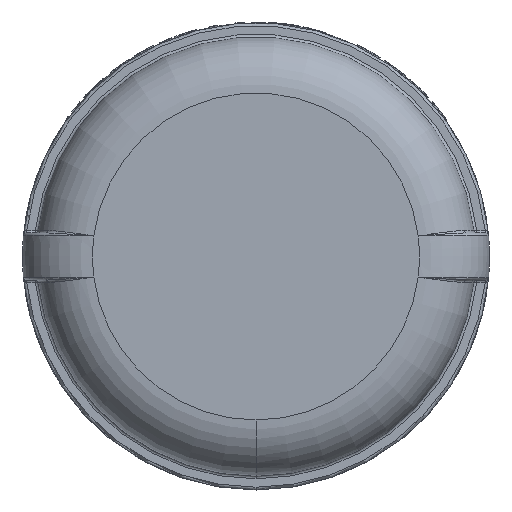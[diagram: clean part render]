
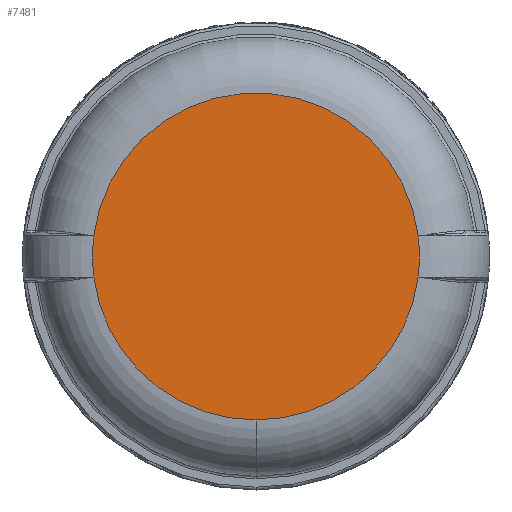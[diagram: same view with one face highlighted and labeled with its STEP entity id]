
A CAD part, left-side view. The second image highlights one B-rep face of the part: STEP entity #7481.
In plain terms, the highlighted planar face has unit normal (-1, 0, 0).
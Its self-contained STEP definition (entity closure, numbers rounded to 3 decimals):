
#772 = ORIENTED_EDGE ( 'NONE', *, *, #4841, .T. ) ;
#1053 = CARTESIAN_POINT ( 'NONE',  ( -22., 23.5, 0. ) ) ;
#1361 = DIRECTION ( 'NONE',  ( 0., 0., 1. ) ) ;
#1411 = ORIENTED_EDGE ( 'NONE', *, *, #7643, .T. ) ;
#2517 = DIRECTION ( 'NONE',  ( -1., 0., 0. ) ) ;
#2555 = FACE_OUTER_BOUND ( 'NONE', #16373, .T. ) ;
#2736 = CIRCLE ( 'NONE', #4305, 17.5 ) ;
#2947 = CIRCLE ( 'NONE', #11371, 17.5 ) ;
#2959 = DIRECTION ( 'NONE',  ( -1., 0., 0. ) ) ;
#3050 = VERTEX_POINT ( 'NONE', #8498 ) ;
#3464 = CARTESIAN_POINT ( 'NONE',  ( -22., -17.361, 2.2 ) ) ;
#3639 = AXIS2_PLACEMENT_3D ( 'NONE', #1053, #2517, #9448 ) ;
#3804 = CARTESIAN_POINT ( 'NONE',  ( -22., 17.361, 2.2 ) ) ;
#4140 = CARTESIAN_POINT ( 'NONE',  ( -22., 0., -17.5 ) ) ;
#4176 = VERTEX_POINT ( 'NONE', #3804 ) ;
#4305 = AXIS2_PLACEMENT_3D ( 'NONE', #16032, #7752, #9166 ) ;
#4836 = CARTESIAN_POINT ( 'NONE',  ( -22., 0., 0. ) ) ;
#4841 = EDGE_CURVE ( 'NONE', #12721, #10719, #9522, .T. ) ;
#5793 = AXIS2_PLACEMENT_3D ( 'NONE', #11000, #11119, #11061 ) ;
#6988 = DIRECTION ( 'NONE',  ( -1., 0., 0. ) ) ;
#7481 = ADVANCED_FACE ( 'NONE', ( #2555 ), #9626, .T. ) ;
#7643 = EDGE_CURVE ( 'NONE', #4176, #12721, #11659, .T. ) ;
#7752 = DIRECTION ( 'NONE',  ( -1., 0., 0. ) ) ;
#8498 = CARTESIAN_POINT ( 'NONE',  ( -22., -17.361, -2.2 ) ) ;
#9166 = DIRECTION ( 'NONE',  ( 0., 0., 1. ) ) ;
#9448 = DIRECTION ( 'NONE',  ( 0., 0., 1. ) ) ;
#9522 = CIRCLE ( 'NONE', #5793, 17.5 ) ;
#9626 = PLANE ( 'NONE',  #3639 ) ;
#10719 = VERTEX_POINT ( 'NONE', #4140 ) ;
#11000 = CARTESIAN_POINT ( 'NONE',  ( -22., 0., 0. ) ) ;
#11061 = DIRECTION ( 'NONE',  ( 0., 0., 1. ) ) ;
#11119 = DIRECTION ( 'NONE',  ( -1., 0., 0. ) ) ;
#11219 = VERTEX_POINT ( 'NONE', #3464 ) ;
#11371 = AXIS2_PLACEMENT_3D ( 'NONE', #4836, #16009, #15833 ) ;
#11405 = ORIENTED_EDGE ( 'NONE', *, *, #14045, .T. ) ;
#11659 = CIRCLE ( 'NONE', #12070, 17.5 ) ;
#12070 = AXIS2_PLACEMENT_3D ( 'NONE', #13936, #6988, #1361 ) ;
#12456 = CARTESIAN_POINT ( 'NONE',  ( -22., 0., 0. ) ) ;
#12721 = VERTEX_POINT ( 'NONE', #15353 ) ;
#13815 = AXIS2_PLACEMENT_3D ( 'NONE', #12456, #2959, #16699 ) ;
#13874 = EDGE_CURVE ( 'NONE', #11219, #4176, #2947, .T. ) ;
#13936 = CARTESIAN_POINT ( 'NONE',  ( -22., 0., 0. ) ) ;
#14045 = EDGE_CURVE ( 'NONE', #10719, #3050, #2736, .T. ) ;
#14408 = EDGE_CURVE ( 'NONE', #3050, #11219, #16144, .T. ) ;
#15077 = ORIENTED_EDGE ( 'NONE', *, *, #14408, .T. ) ;
#15353 = CARTESIAN_POINT ( 'NONE',  ( -22., 17.361, -2.2 ) ) ;
#15833 = DIRECTION ( 'NONE',  ( 0., 0., 1. ) ) ;
#16009 = DIRECTION ( 'NONE',  ( -1., 0., 0. ) ) ;
#16032 = CARTESIAN_POINT ( 'NONE',  ( -22., 0., 0. ) ) ;
#16144 = CIRCLE ( 'NONE', #13815, 17.5 ) ;
#16373 = EDGE_LOOP ( 'NONE', ( #16945, #1411, #772, #11405, #15077 ) ) ;
#16699 = DIRECTION ( 'NONE',  ( 0., 0., 1. ) ) ;
#16945 = ORIENTED_EDGE ( 'NONE', *, *, #13874, .T. ) ;
